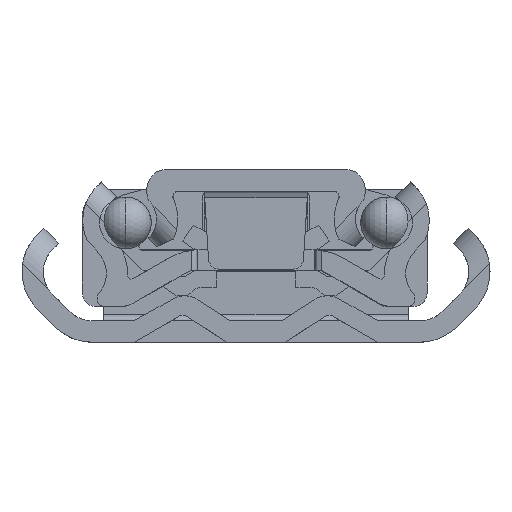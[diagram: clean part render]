
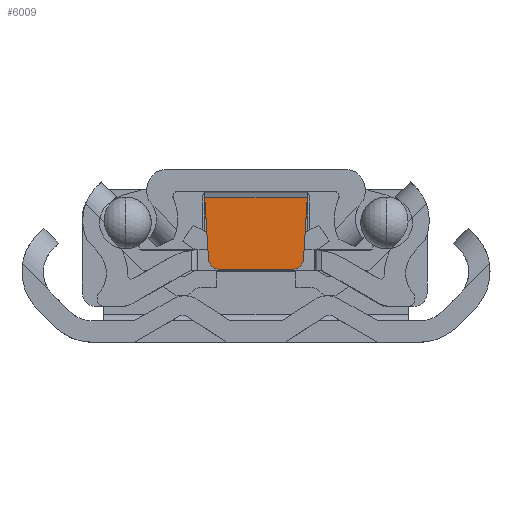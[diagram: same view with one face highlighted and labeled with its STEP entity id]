
A CAD part, left-side view. The second image highlights one B-rep face of the part: STEP entity #6009.
In plain terms, the highlighted planar face has unit normal (-1, 0, 0).
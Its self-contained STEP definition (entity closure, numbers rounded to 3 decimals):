
#256 = EDGE_CURVE ( 'NONE', #13596, #12712, #13101, .T. ) ;
#752 = DIRECTION ( 'NONE',  ( 0., 0., -1. ) ) ;
#781 = CARTESIAN_POINT ( 'NONE',  ( 4.4, 0., 5.5 ) ) ;
#1310 = EDGE_CURVE ( 'NONE', #13005, #5975, #9644, .T. ) ;
#1352 = VECTOR ( 'NONE', #10866, 1000. ) ;
#1573 = AXIS2_PLACEMENT_3D ( 'NONE', #2849, #11579, #752 ) ;
#1612 = ORIENTED_EDGE ( 'NONE', *, *, #256, .T. ) ;
#1685 = CARTESIAN_POINT ( 'NONE',  ( 4.4, -2.781, 5.5 ) ) ;
#1731 = CARTESIAN_POINT ( 'NONE',  ( 4.4, -3.87, 10.9 ) ) ;
#1759 = FACE_OUTER_BOUND ( 'NONE', #13230, .T. ) ;
#1877 = AXIS2_PLACEMENT_3D ( 'NONE', #6127, #10495, #11636 ) ;
#1936 = LINE ( 'NONE', #781, #6245 ) ;
#2107 = VERTEX_POINT ( 'NONE', #12709 ) ;
#2792 = CARTESIAN_POINT ( 'NONE',  ( 4.4, 2.781, 6.3 ) ) ;
#2849 = CARTESIAN_POINT ( 'NONE',  ( 4.4, -2.781, 6.3 ) ) ;
#2965 = EDGE_CURVE ( 'NONE', #13596, #14034, #5919, .T. ) ;
#2977 = CARTESIAN_POINT ( 'NONE',  ( 4.4, 3.87, 10.9 ) ) ;
#3584 = CIRCLE ( 'NONE', #7009, 0.8 ) ;
#3798 = DIRECTION ( 'NONE',  ( 0., 0., -1. ) ) ;
#4242 = CARTESIAN_POINT ( 'NONE',  ( 4.4, 3.579, 6.25 ) ) ;
#5658 = DIRECTION ( 'NONE',  ( 0., -0.062, 0.998 ) ) ;
#5919 = CIRCLE ( 'NONE', #1573, 0.8 ) ;
#5975 = VERTEX_POINT ( 'NONE', #2977 ) ;
#6009 = ADVANCED_FACE ( 'NONE', ( #1759 ), #9342, .F. ) ;
#6082 = LINE ( 'NONE', #10234, #10822 ) ;
#6127 = CARTESIAN_POINT ( 'NONE',  ( 4.4, 0., 0. ) ) ;
#6245 = VECTOR ( 'NONE', #12899, 1000. ) ;
#6551 = ORIENTED_EDGE ( 'NONE', *, *, #7227, .T. ) ;
#6901 = EDGE_CURVE ( 'NONE', #14034, #2107, #1936, .T. ) ;
#7009 = AXIS2_PLACEMENT_3D ( 'NONE', #2792, #9575, #3798 ) ;
#7085 = DIRECTION ( 'NONE',  ( 0., 1., 0. ) ) ;
#7227 = EDGE_CURVE ( 'NONE', #12712, #5975, #6082, .T. ) ;
#8226 = ORIENTED_EDGE ( 'NONE', *, *, #2965, .F. ) ;
#8709 = CARTESIAN_POINT ( 'NONE',  ( 4.4, 3.176, -0.199 ) ) ;
#9342 = PLANE ( 'NONE',  #1877 ) ;
#9506 = ORIENTED_EDGE ( 'NONE', *, *, #1310, .F. ) ;
#9575 = DIRECTION ( 'NONE',  ( 1., 0., 0. ) ) ;
#9644 = LINE ( 'NONE', #8709, #1352 ) ;
#10234 = CARTESIAN_POINT ( 'NONE',  ( 4.4, 3.901, 10.9 ) ) ;
#10473 = VECTOR ( 'NONE', #5658, 1000. ) ;
#10495 = DIRECTION ( 'NONE',  ( 1., 0., 0. ) ) ;
#10822 = VECTOR ( 'NONE', #7085, 1000. ) ;
#10866 = DIRECTION ( 'NONE',  ( 0., 0.062, 0.998 ) ) ;
#11097 = CARTESIAN_POINT ( 'NONE',  ( 4.4, -3.176, -0.199 ) ) ;
#11135 = EDGE_CURVE ( 'NONE', #2107, #13005, #3584, .T. ) ;
#11309 = CARTESIAN_POINT ( 'NONE',  ( 4.4, -3.579, 6.25 ) ) ;
#11579 = DIRECTION ( 'NONE',  ( 1., 0., 0. ) ) ;
#11636 = DIRECTION ( 'NONE',  ( 0., 0., -1. ) ) ;
#11666 = ORIENTED_EDGE ( 'NONE', *, *, #6901, .F. ) ;
#12709 = CARTESIAN_POINT ( 'NONE',  ( 4.4, 2.781, 5.5 ) ) ;
#12712 = VERTEX_POINT ( 'NONE', #1731 ) ;
#12899 = DIRECTION ( 'NONE',  ( 0., 1., 0. ) ) ;
#12929 = ORIENTED_EDGE ( 'NONE', *, *, #11135, .F. ) ;
#13005 = VERTEX_POINT ( 'NONE', #4242 ) ;
#13101 = LINE ( 'NONE', #11097, #10473 ) ;
#13230 = EDGE_LOOP ( 'NONE', ( #1612, #6551, #9506, #12929, #11666, #8226 ) ) ;
#13596 = VERTEX_POINT ( 'NONE', #11309 ) ;
#14034 = VERTEX_POINT ( 'NONE', #1685 ) ;
